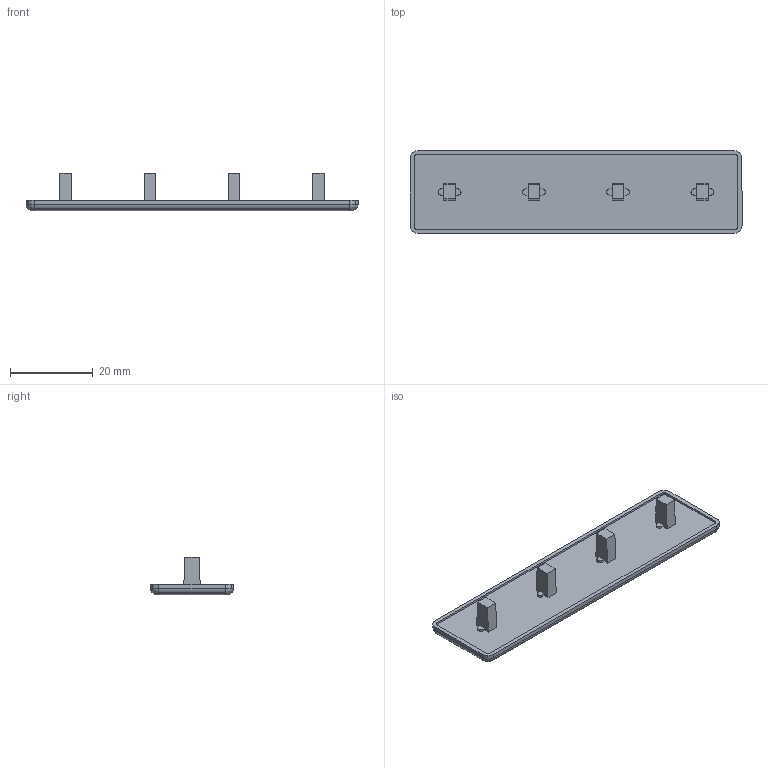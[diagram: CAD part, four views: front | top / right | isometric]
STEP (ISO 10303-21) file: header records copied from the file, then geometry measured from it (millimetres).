
FILE_DESCRIPTION((''),'2;1');
FILE_NAME('ABDK2-8-5.stp','2009-04-22T08:27:11',('AMD1300'),(''),'Autodesk Inventor 8','Autodesk Inventor 8','');
FILE_SCHEMA(('AUTOMOTIVE_DESIGN { 1 0 10303 214 1 1 1 1 }'));
Length unit declared in the file: millimetre
Products named in the file (1): ABDK2-8-5
Bounding box: 80 x 20 x 9 mm (x, y, z)
Volume: 3492.4 mm3; surface area: 4017.8 mm2
Topology: 1 solids, 1 shells, 91 faces, 244 edges, 160 vertices
Faces by surface type: plane 55, cylinder 32, bspline 4
Entity records: 3025 total; most frequent: CARTESIAN_POINT 672, DIRECTION 488, ORIENTED_EDGE 488, EDGE_CURVE 244, VECTOR 176, LINE 176, VERTEX_POINT 160, AXIS2_PLACEMENT_3D 156
